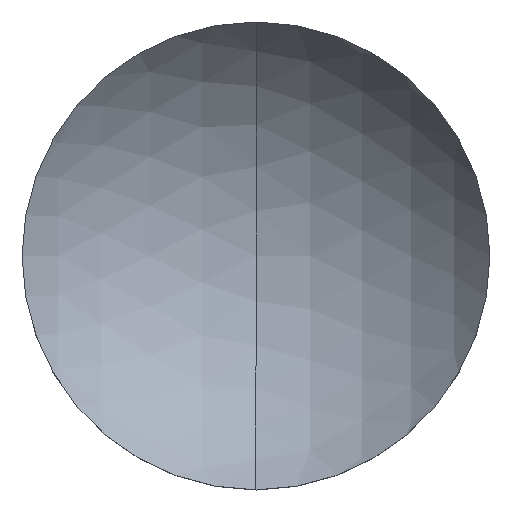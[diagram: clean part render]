
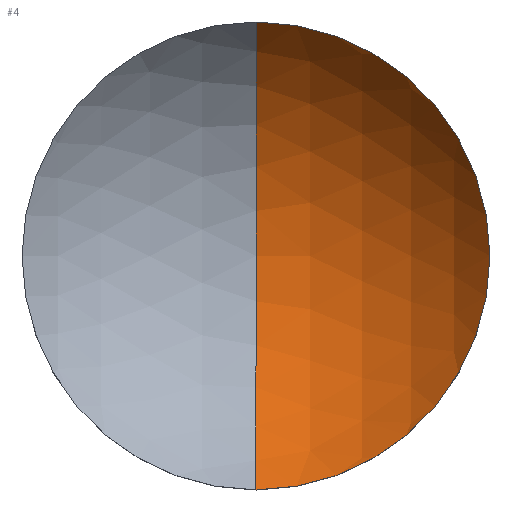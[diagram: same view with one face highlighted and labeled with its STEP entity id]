
A CAD part, top view. The second image highlights one B-rep face of the part: STEP entity #4.
In plain terms, the highlighted spherical face has radius 7.846 mm.
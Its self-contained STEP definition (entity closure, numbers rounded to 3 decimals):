
#3 = ORIENTED_EDGE ( 'NONE', *, *, #39, .T. ) ;
#4 = ADVANCED_FACE ( 'NONE', ( #32 ), #30, .F. ) ;
#6 = ORIENTED_EDGE ( 'NONE', *, *, #20, .T. ) ;
#9 = VERTEX_POINT ( 'NONE', #52 ) ;
#14 = EDGE_LOOP ( 'NONE', ( #15, #6, #3 ) ) ;
#15 = ORIENTED_EDGE ( 'NONE', *, *, #21, .F. ) ;
#20 = EDGE_CURVE ( 'NONE', #9, #35, #51, .T. ) ;
#21 = EDGE_CURVE ( 'NONE', #9, #218, #58, .T. ) ;
#23 = DIRECTION ( 'NONE',  ( 0., 1., 0. ) ) ;
#24 = DIRECTION ( 'NONE',  ( -1., 0., 0. ) ) ;
#29 = CARTESIAN_POINT ( 'NONE',  ( 0., 0., 9.346 ) ) ;
#30 = SPHERICAL_SURFACE ( 'NONE', #36, 7.846 ) ;
#32 = FACE_OUTER_BOUND ( 'NONE', #14, .T. ) ;
#35 = VERTEX_POINT ( 'NONE', #124 ) ;
#36 = AXIS2_PLACEMENT_3D ( 'NONE', #29, #24, #23 ) ;
#39 = EDGE_CURVE ( 'NONE', #35, #218, #125, .T. ) ;
#47 = DIRECTION ( 'NONE',  ( 0., -1., 0. ) ) ;
#48 = DIRECTION ( 'NONE',  ( -1., 0., 0. ) ) ;
#49 = CARTESIAN_POINT ( 'NONE',  ( 0., 0., 9.346 ) ) ;
#50 = AXIS2_PLACEMENT_3D ( 'NONE', #49, #48, #47 ) ;
#51 = CIRCLE ( 'NONE', #50, 7.846 ) ;
#52 = CARTESIAN_POINT ( 'NONE',  ( 0., 0., 1.5 ) ) ;
#54 = DIRECTION ( 'NONE',  ( 0., 0., -1. ) ) ;
#55 = DIRECTION ( 'NONE',  ( 1., 0., 0. ) ) ;
#56 = CARTESIAN_POINT ( 'NONE',  ( 0., 0., 9.346 ) ) ;
#57 = AXIS2_PLACEMENT_3D ( 'NONE', #56, #55, #54 ) ;
#58 = CIRCLE ( 'NONE', #57, 7.846 ) ;
#75 = AXIS2_PLACEMENT_3D ( 'NONE', #140, #89, #88 ) ;
#88 = DIRECTION ( 'NONE',  ( 0., -1., 0. ) ) ;
#89 = DIRECTION ( 'NONE',  ( 0., 0., 1. ) ) ;
#124 = CARTESIAN_POINT ( 'NONE',  ( 0., -6.35, 4.738 ) ) ;
#125 = CIRCLE ( 'NONE', #75, 6.35 ) ;
#131 = CARTESIAN_POINT ( 'NONE',  ( 0., 6.35, 4.738 ) ) ;
#140 = CARTESIAN_POINT ( 'NONE',  ( 0., 0., 4.738 ) ) ;
#218 = VERTEX_POINT ( 'NONE', #131 ) ;
